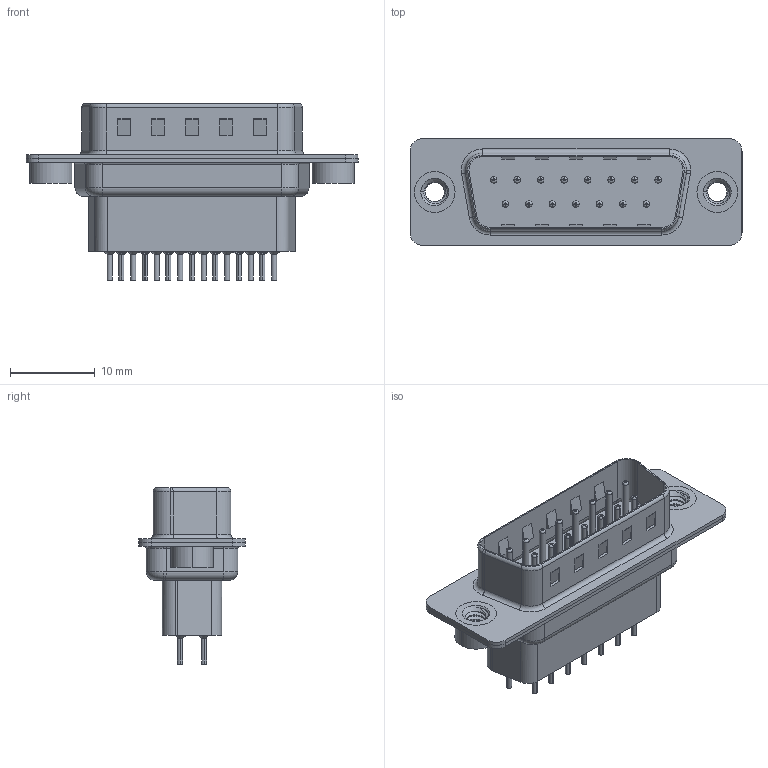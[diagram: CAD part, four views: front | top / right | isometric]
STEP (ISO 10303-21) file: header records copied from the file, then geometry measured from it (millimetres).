
FILE_DESCRIPTION (( 'STEP AP203' ), '1' );
FILE_NAME ('627-015-221-272.STEP', '2020-07-14T07:15:18', ( '' ), ( '' ), 'SwSTEP 2.0', 'SolidWorks 2020', '' );
FILE_SCHEMA (( 'CONFIG_CONTROL_DESIGN' ));
Length unit declared in the file: millimetre
Products named in the file (7): 627 Shell Front_15 Contacts; 627 Contact Row 1_21H; 627 Contact Row 2_21H; 627 Shell Rear_15 Contacts; 627 4-40 Threaded Rivet; 627 Housing_15 HP; 627-015-221-272
Assembly tree (20 placements, depth 2):
  627-015-221-272
    627 Housing_15 HP
    627 Shell Front_15 Contacts
    627 Shell Rear_15 Contacts
    627 Contact Row 1_21H  x8
    627 Contact Row 2_21H  x7
    627 4-40 Threaded Rivet  x2
Bounding box: 39.15 x 12.6 x 20.8 mm (x, y, z)
Volume: 2534.4 mm3; surface area: 6600.4 mm2
Topology: 20 solids, 20 shells, 1806 faces, 4657 edges, 2917 vertices
Faces by surface type: cylinder 686, plane 499, torus 455, cone 160, bspline 6
Entity records: 21263 total; most frequent: CARTESIAN_POINT 5154, DIRECTION 3356, ORIENTED_EDGE 3022, EDGE_CURVE 1511, AXIS2_PLACEMENT_3D 1329, VERTEX_POINT 957, EDGE_LOOP 708, CIRCLE 704
